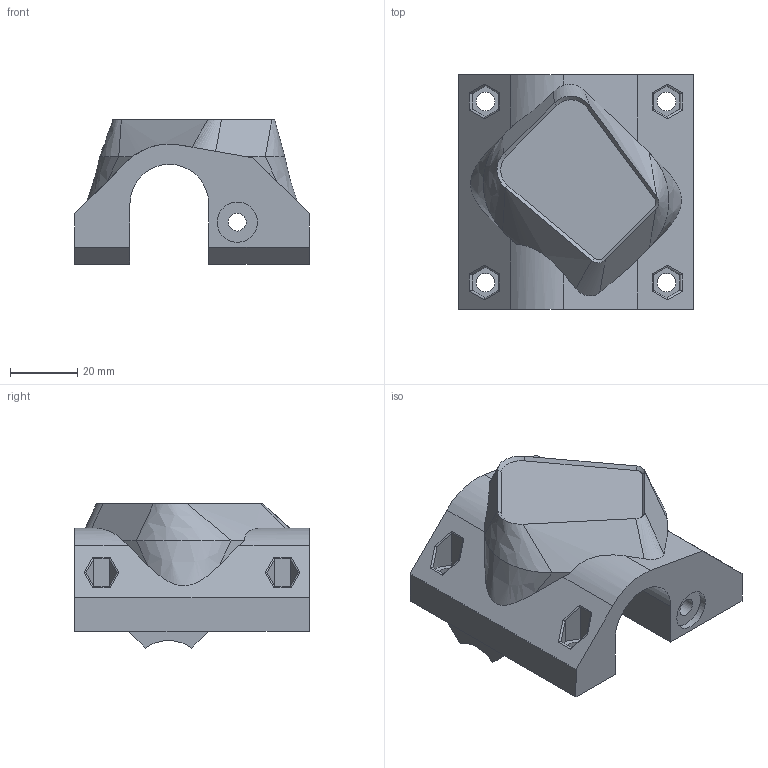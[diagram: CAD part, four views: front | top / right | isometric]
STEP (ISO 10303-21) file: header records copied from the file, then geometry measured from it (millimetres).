
FILE_DESCRIPTION(('FreeCAD Model'),'2;1');
FILE_NAME('Open CASCADE Shape Model','2022-02-13T15:04:52',('Author'),( ''),'Open CASCADE STEP processor 7.5','FreeCAD','Unknown');
FILE_SCHEMA(('AUTOMOTIVE_DESIGN { 1 0 10303 214 1 1 1 1 }'));
Length unit declared in the file: millimetre
Products named in the file (1): NEL Corner Bottom Mirrored
Bounding box: 70 x 70 x 43 mm (x, y, z)
Volume: 87921 mm3; surface area: 23705.3 mm2
Topology: 1 solids, 1 shells, 114 faces, 302 edges, 196 vertices
Faces by surface type: plane 57, cylinder 37, bspline 20
Full cylindrical faces by diameter (mm): 5.3 x1, 5.5 x4, 12 x1
Entity records: 8891 total; most frequent: CARTESIAN_POINT 3115, DIRECTION 975, LINE 610, VECTOR 610, ORIENTED_EDGE 604, PCURVE 604, DEFINITIONAL_REPRESENTATION 604, EDGE_CURVE 302
